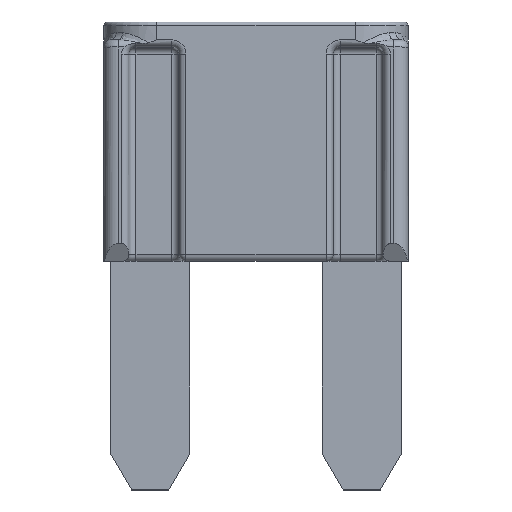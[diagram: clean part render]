
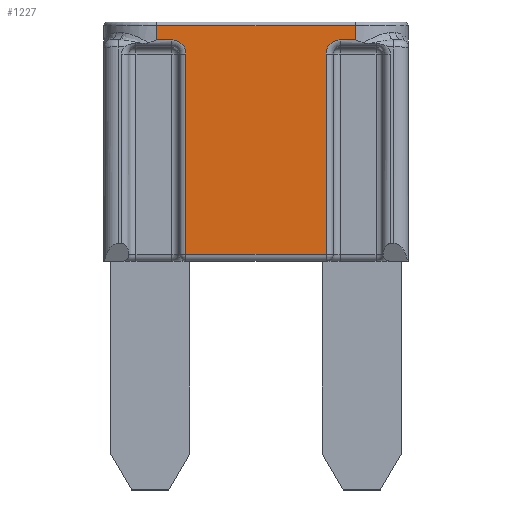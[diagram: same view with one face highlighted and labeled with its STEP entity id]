
A CAD part, top view. The second image highlights one B-rep face of the part: STEP entity #1227.
In plain terms, the highlighted planar face has unit normal (0, 0, 1).
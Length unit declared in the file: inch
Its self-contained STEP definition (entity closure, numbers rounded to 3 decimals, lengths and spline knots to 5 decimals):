
#364 = CARTESIAN_POINT ( 'NONE',  ( 0., 0.31, 0.074 ) ) ;
#706 = EDGE_CURVE ( 'NONE', #6993, #1417, #8860, .T. ) ;
#707 = EDGE_CURVE ( 'NONE', #6993, #1774, #9254, .T. ) ;
#752 = LINE ( 'NONE', #10324, #1566 ) ;
#1227 = ADVANCED_FACE ( 'NONE', ( #10633 ), #6679, .F. ) ;
#1242 = DIRECTION ( 'NONE',  ( 0., 1., 0. ) ) ;
#1303 = EDGE_CURVE ( 'NONE', #11179, #1774, #6056, .T. ) ;
#1334 = ORIENTED_EDGE ( 'NONE', *, *, #8963, .F. ) ;
#1417 = VERTEX_POINT ( 'NONE', #4468 ) ;
#1501 = DIRECTION ( 'NONE',  ( 0., 1., 0. ) ) ;
#1566 = VECTOR ( 'NONE', #3751, 39.37008 ) ;
#1774 = VERTEX_POINT ( 'NONE', #7957 ) ;
#1793 = ORIENTED_EDGE ( 'NONE', *, *, #1303, .T. ) ;
#1946 = EDGE_CURVE ( 'NONE', #6828, #7382, #9358, .T. ) ;
#2084 = VECTOR ( 'NONE', #6288, 39.37008 ) ;
#2133 = CARTESIAN_POINT ( 'NONE',  ( 0.074, 0.31, 0.074 ) ) ;
#2141 = DIRECTION ( 'NONE',  ( 0., 0., -1. ) ) ;
#2520 = CARTESIAN_POINT ( 'NONE',  ( 0.352, 0.33, 0.074 ) ) ;
#2560 = ORIENTED_EDGE ( 'NONE', *, *, #5091, .F. ) ;
#2810 = CARTESIAN_POINT ( 'NONE',  ( 0., 0.33, 0.074 ) ) ;
#3105 = CARTESIAN_POINT ( 'NONE',  ( 0.115, 0.01, 0.074 ) ) ;
#3108 = CARTESIAN_POINT ( 'NONE',  ( 0.095, 0.31, 0.074 ) ) ;
#3146 = EDGE_CURVE ( 'NONE', #10987, #9881, #752, .T. ) ;
#3483 = CARTESIAN_POINT ( 'NONE',  ( 0., 0.01, 0.074 ) ) ;
#3751 = DIRECTION ( 'NONE',  ( 1., 0., 0. ) ) ;
#3823 = CARTESIAN_POINT ( 'NONE',  ( 0., 0.335, 0.074 ) ) ;
#4163 = DIRECTION ( 'NONE',  ( 0., 0., 1. ) ) ;
#4367 = EDGE_CURVE ( 'NONE', #1417, #4951, #7937, .T. ) ;
#4468 = CARTESIAN_POINT ( 'NONE',  ( 0.352, 0.31, 0.074 ) ) ;
#4951 = VERTEX_POINT ( 'NONE', #2520 ) ;
#5078 = AXIS2_PLACEMENT_3D ( 'NONE', #3823, #2141, #5879 ) ;
#5091 = EDGE_CURVE ( 'NONE', #6828, #9881, #8027, .T. ) ;
#5662 = VECTOR ( 'NONE', #1501, 39.37008 ) ;
#5798 = EDGE_LOOP ( 'NONE', ( #7530, #8004, #1334, #6284, #2560, #9756, #10859, #1793, #10965, #9147 ) ) ;
#5879 = DIRECTION ( 'NONE',  ( -1., 0., 0. ) ) ;
#5935 = CARTESIAN_POINT ( 'NONE',  ( 0.095, 0.29, 0.074 ) ) ;
#6056 = LINE ( 'NONE', #9757, #11648 ) ;
#6096 = DIRECTION ( 'NONE',  ( 1., 0., 0. ) ) ;
#6284 = ORIENTED_EDGE ( 'NONE', *, *, #3146, .T. ) ;
#6288 = DIRECTION ( 'NONE',  ( 1., 0., 0. ) ) ;
#6628 = DIRECTION ( 'NONE',  ( 0., -1., 0. ) ) ;
#6679 = PLANE ( 'NONE',  #5078 ) ;
#6828 = VERTEX_POINT ( 'NONE', #9573 ) ;
#6863 = DIRECTION ( 'NONE',  ( 0., 0., 1. ) ) ;
#6993 = VERTEX_POINT ( 'NONE', #10064 ) ;
#7037 = VECTOR ( 'NONE', #6096, 39.37008 ) ;
#7038 = DIRECTION ( 'NONE',  ( -1., 0., 0. ) ) ;
#7087 = CARTESIAN_POINT ( 'NONE',  ( 0.311, 0.01, 0.074 ) ) ;
#7100 = CARTESIAN_POINT ( 'NONE',  ( 0.074, 0.31, 0.074 ) ) ;
#7382 = VERTEX_POINT ( 'NONE', #3105 ) ;
#7519 = CARTESIAN_POINT ( 'NONE',  ( 0.115, 0.335, 0.074 ) ) ;
#7530 = ORIENTED_EDGE ( 'NONE', *, *, #4367, .T. ) ;
#7705 = VECTOR ( 'NONE', #9577, 39.37008 ) ;
#7937 = LINE ( 'NONE', #10090, #5662 ) ;
#7957 = CARTESIAN_POINT ( 'NONE',  ( 0.311, 0.29, 0.074 ) ) ;
#8004 = ORIENTED_EDGE ( 'NONE', *, *, #9977, .T. ) ;
#8027 = CIRCLE ( 'NONE', #9052, 0.02 ) ;
#8860 = LINE ( 'NONE', #364, #7037 ) ;
#8963 = EDGE_CURVE ( 'NONE', #10987, #10176, #10505, .T. ) ;
#9052 = AXIS2_PLACEMENT_3D ( 'NONE', #5935, #6863, #9878 ) ;
#9147 = ORIENTED_EDGE ( 'NONE', *, *, #706, .T. ) ;
#9254 = CIRCLE ( 'NONE', #10648, 0.02 ) ;
#9358 = LINE ( 'NONE', #7519, #12003 ) ;
#9501 = DIRECTION ( 'NONE',  ( -1., 0., 0. ) ) ;
#9573 = CARTESIAN_POINT ( 'NONE',  ( 0.115, 0.29, 0.074 ) ) ;
#9577 = DIRECTION ( 'NONE',  ( 0., 1., 0. ) ) ;
#9756 = ORIENTED_EDGE ( 'NONE', *, *, #1946, .T. ) ;
#9757 = CARTESIAN_POINT ( 'NONE',  ( 0.311, 0.335, 0.074 ) ) ;
#9878 = DIRECTION ( 'NONE',  ( -1., 0., 0. ) ) ;
#9881 = VERTEX_POINT ( 'NONE', #3108 ) ;
#9977 = EDGE_CURVE ( 'NONE', #4951, #10176, #11316, .T. ) ;
#10064 = CARTESIAN_POINT ( 'NONE',  ( 0.331, 0.31, 0.074 ) ) ;
#10073 = LINE ( 'NONE', #3483, #2084 ) ;
#10090 = CARTESIAN_POINT ( 'NONE',  ( 0.352, 0.31, 0.074 ) ) ;
#10176 = VERTEX_POINT ( 'NONE', #12071 ) ;
#10324 = CARTESIAN_POINT ( 'NONE',  ( 0., 0.31, 0.074 ) ) ;
#10505 = LINE ( 'NONE', #2133, #7705 ) ;
#10633 = FACE_OUTER_BOUND ( 'NONE', #5798, .T. ) ;
#10648 = AXIS2_PLACEMENT_3D ( 'NONE', #11779, #4163, #7038 ) ;
#10859 = ORIENTED_EDGE ( 'NONE', *, *, #11492, .T. ) ;
#10965 = ORIENTED_EDGE ( 'NONE', *, *, #707, .F. ) ;
#10987 = VERTEX_POINT ( 'NONE', #7100 ) ;
#11179 = VERTEX_POINT ( 'NONE', #7087 ) ;
#11316 = LINE ( 'NONE', #2810, #11963 ) ;
#11492 = EDGE_CURVE ( 'NONE', #7382, #11179, #10073, .T. ) ;
#11648 = VECTOR ( 'NONE', #1242, 39.37008 ) ;
#11779 = CARTESIAN_POINT ( 'NONE',  ( 0.331, 0.29, 0.074 ) ) ;
#11963 = VECTOR ( 'NONE', #9501, 39.37008 ) ;
#12003 = VECTOR ( 'NONE', #6628, 39.37008 ) ;
#12071 = CARTESIAN_POINT ( 'NONE',  ( 0.074, 0.33, 0.074 ) ) ;
